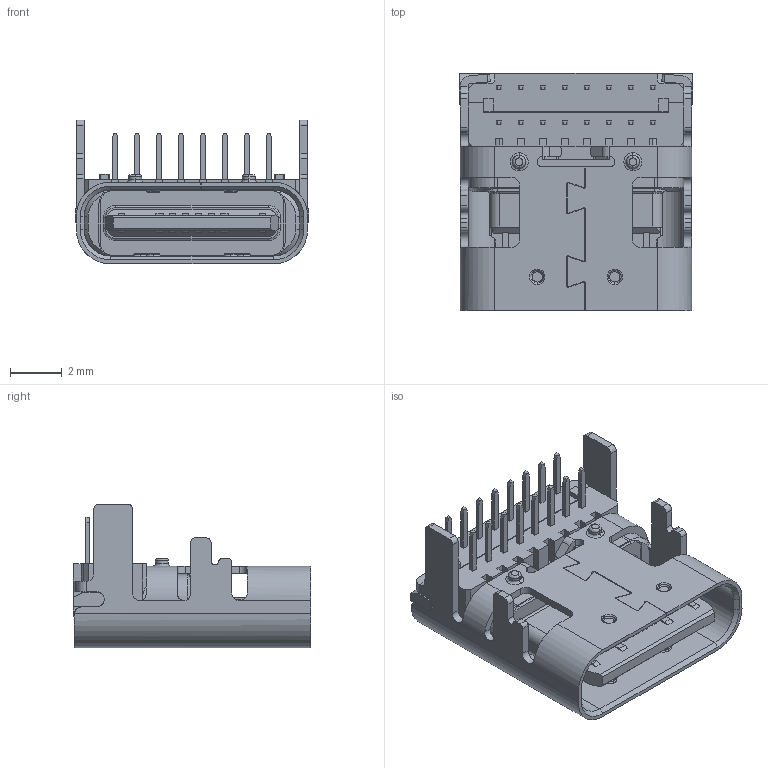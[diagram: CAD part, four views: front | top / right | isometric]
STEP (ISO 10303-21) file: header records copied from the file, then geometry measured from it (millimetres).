
FILE_DESCRIPTION(/* description */ ('USB4085-'),/* implementation_level */ '2;1');
FILE_NAME(/* name */ 'USB4085-GF-A.stp',/* time_stamp */ '2021-04-17T15:35:14+02:00',/* author */ ('pc'),/* organization */ ('GCT'),/* preprocessor_version */ 'ST-DEVELOPER v17',/* originating_system */ 'Autodesk Inventor 2019',/* authorisation */ '');
FILE_SCHEMA (('AUTOMOTIVE_DESIGN { 1 0 10303 214 3 1 1 }'));
Products named in the file (8): USB4085-GF-A; USB4085-GF-A_PART1; 1; 2; 3; 4; 5; GCT
Assembly tree (7 placements, depth 2):
  USB4085-GF-A
    USB4085-GF-A_PART1
    1
    2
    3
    4
    5
    GCT
Bounding box: 9.03 x 9.17 x 5.56 mm (x, y, z)
Volume: 166.6 mm3; surface area: 759.9 mm2
Topology: 38 solids, 38 shells, 857 faces, 2178 edges, 1419 vertices
Faces by surface type: plane 603, cylinder 144, bspline 96, cone 10, torus 4
Entity records: 40823 total; most frequent: CARTESIAN_POINT 19785, ORIENTED_EDGE 4356, DIRECTION 3894, EDGE_CURVE 2178, LINE 1606, VECTOR 1606, VERTEX_POINT 1419, AXIS2_PLACEMENT_3D 1144
